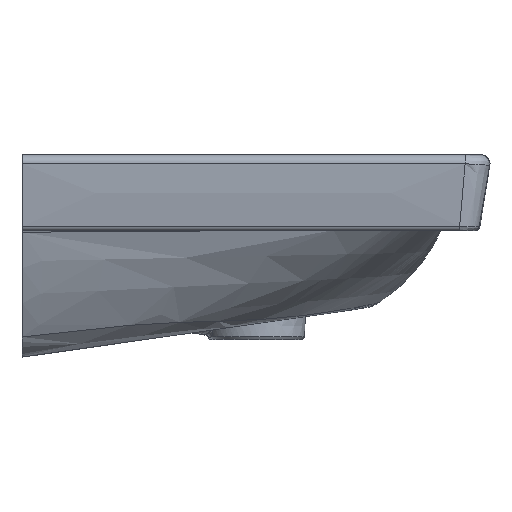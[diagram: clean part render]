
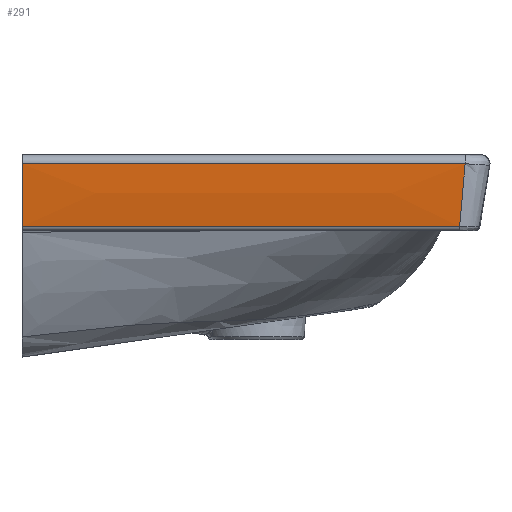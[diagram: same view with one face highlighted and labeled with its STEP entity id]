
A CAD part, left-side view. The second image highlights one B-rep face of the part: STEP entity #291.
In plain terms, the highlighted face is a extrusion surface.
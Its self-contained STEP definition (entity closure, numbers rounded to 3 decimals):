
#144=SURFACE_OF_LINEAR_EXTRUSION('',#1388,#214);
#171=LINE('',#10720,#212);
#172=LINE('',#10969,#213);
#212=VECTOR('',#1561,1.);
#213=VECTOR('',#1564,1.);
#214=VECTOR('',#1565,1.);
#291=ADVANCED_FACE('',(#393),#144,.F.);
#393=FACE_OUTER_BOUND('',#479,.T.);
#479=EDGE_LOOP('',(#842,#843,#844,#845,#846));
#842=ORIENTED_EDGE('',*,*,#1241,.F.);
#843=ORIENTED_EDGE('',*,*,#1242,.F.);
#844=ORIENTED_EDGE('',*,*,#1243,.F.);
#845=ORIENTED_EDGE('',*,*,#1238,.T.);
#846=ORIENTED_EDGE('',*,*,#1182,.T.);
#1015=VERTEX_POINT('',#4292);
#1016=VERTEX_POINT('',#4297);
#1047=VERTEX_POINT('',#10719);
#1049=VERTEX_POINT('',#10968);
#1050=VERTEX_POINT('',#10970);
#1182=EDGE_CURVE('',#1016,#1015,#1352,.T.);
#1238=EDGE_CURVE('',#1047,#1016,#171,.T.);
#1241=EDGE_CURVE('',#1049,#1015,#1386,.T.);
#1242=EDGE_CURVE('',#1050,#1049,#172,.T.);
#1243=EDGE_CURVE('',#1047,#1050,#1387,.T.);
#1352=B_SPLINE_CURVE_WITH_KNOTS('',3,(#4293,#4294,#4295,#4296),
 .UNSPECIFIED.,.F.,.F.,(4,4),(0.,1.),.UNSPECIFIED.);
#1386=B_SPLINE_CURVE_WITH_KNOTS('',3,(#10962,#10963,#10964,#10965,#10966,
#10967),.UNSPECIFIED.,.F.,.F.,(4,1,1,4),(0.,0.16,0.462,
1.),.UNSPECIFIED.);
#1387=B_SPLINE_CURVE_WITH_KNOTS('',3,(#10971,#10972,#10973,#10974,#10975,
#10976,#10977,#10978,#10979,#10980,#10981,#10982,#10983,#10984),
 .UNSPECIFIED.,.F.,.F.,(4,2,2,2,2,2,4),(0.,0.045,0.197,
0.5,0.803,0.955,1.),.UNSPECIFIED.);
#1388=B_SPLINE_CURVE_WITH_KNOTS('',3,(#10985,#10986,#10987,#10988,#10989,
#10990,#10991,#10992,#10993,#10994,#10995,#10996,#10997,#10998),
 .UNSPECIFIED.,.F.,.F.,(4,2,2,2,2,2,4),(0.,0.045,0.197,
0.5,0.803,0.955,1.),.UNSPECIFIED.);
#1561=DIRECTION('',(0.,-1.,0.));
#1564=DIRECTION('',(0.,-1.,0.));
#1565=DIRECTION('',(0.,-1.,0.));
#4292=CARTESIAN_POINT('',(-270.378,-345.987,-56.677));
#4293=CARTESIAN_POINT('',(-270.378,-345.695,-56.676));
#4294=CARTESIAN_POINT('',(-270.378,-345.792,-56.676));
#4295=CARTESIAN_POINT('',(-270.378,-345.89,-56.676));
#4296=CARTESIAN_POINT('',(-270.378,-345.987,-56.676));
#4297=CARTESIAN_POINT('',(-270.378,-345.695,-56.676));
#10719=CARTESIAN_POINT('',(-270.378,0.,-56.676));
#10720=CARTESIAN_POINT('',(-270.378,0.,-56.676));
#10962=CARTESIAN_POINT('',(-274.996,-350.297,-7.117));
#10963=CARTESIAN_POINT('',(-274.952,-350.067,-9.771));
#10964=CARTESIAN_POINT('',(-274.738,-349.403,-17.448));
#10965=CARTESIAN_POINT('',(-273.679,-347.966,-34.027));
#10966=CARTESIAN_POINT('',(-271.888,-346.759,-47.877));
#10967=CARTESIAN_POINT('',(-270.378,-345.987,-56.676));
#10968=CARTESIAN_POINT('',(-274.996,-350.297,-7.117));
#10969=CARTESIAN_POINT('',(-274.999,-350.297,-7.118));
#10970=CARTESIAN_POINT('',(-274.999,0.,-7.118));
#10971=CARTESIAN_POINT('',(-266.293,0.,-79.178));
#10972=CARTESIAN_POINT('',(-266.562,0.,-77.704));
#10973=CARTESIAN_POINT('',(-266.831,0.,-76.23));
#10974=CARTESIAN_POINT('',(-267.996,0.,-69.838));
#10975=CARTESIAN_POINT('',(-268.893,0.,-64.919));
#10976=CARTESIAN_POINT('',(-271.58,0.,-50.181));
#10977=CARTESIAN_POINT('',(-272.915,0.,-40.276));
#10978=CARTESIAN_POINT('',(-274.67,0.,-20.389));
#10979=CARTESIAN_POINT('',(-275.073,0.,-10.407));
#10980=CARTESIAN_POINT('',(-275.033,0.,4.58));
#10981=CARTESIAN_POINT('',(-275.019,0.,9.58));
#10982=CARTESIAN_POINT('',(-275.002,0.,16.079));
#10983=CARTESIAN_POINT('',(-274.998,0.,17.577));
#10984=CARTESIAN_POINT('',(-274.994,0.,19.076));
#10985=CARTESIAN_POINT('',(-266.293,0.,-79.178));
#10986=CARTESIAN_POINT('',(-266.562,0.,-77.704));
#10987=CARTESIAN_POINT('',(-266.831,0.,-76.23));
#10988=CARTESIAN_POINT('',(-267.996,0.,-69.838));
#10989=CARTESIAN_POINT('',(-268.893,0.,-64.919));
#10990=CARTESIAN_POINT('',(-271.58,0.,-50.181));
#10991=CARTESIAN_POINT('',(-272.915,0.,-40.276));
#10992=CARTESIAN_POINT('',(-274.67,0.,-20.389));
#10993=CARTESIAN_POINT('',(-275.073,0.,-10.407));
#10994=CARTESIAN_POINT('',(-275.033,0.,4.58));
#10995=CARTESIAN_POINT('',(-275.019,0.,9.58));
#10996=CARTESIAN_POINT('',(-275.002,0.,16.079));
#10997=CARTESIAN_POINT('',(-274.998,0.,17.577));
#10998=CARTESIAN_POINT('',(-274.994,0.,19.076));
